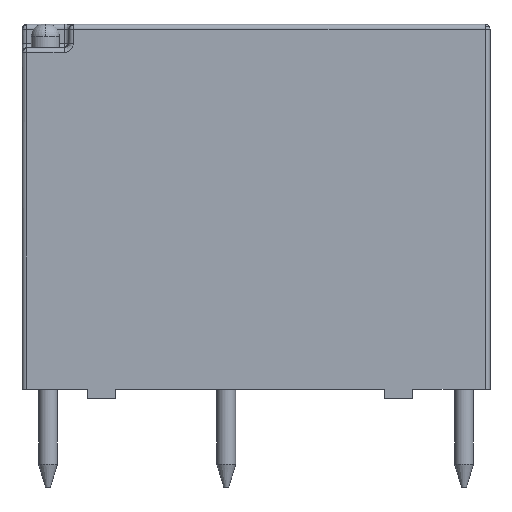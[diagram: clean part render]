
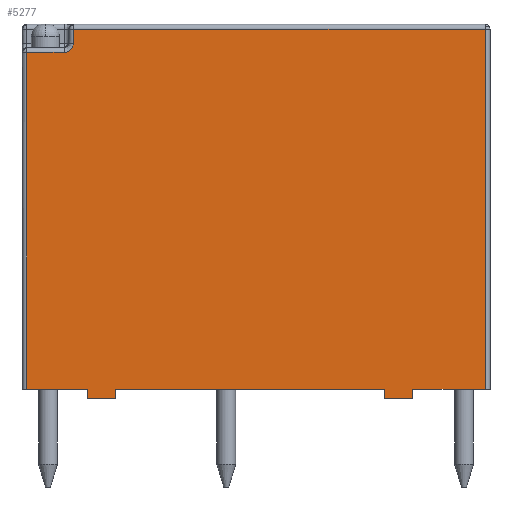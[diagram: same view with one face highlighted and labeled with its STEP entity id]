
A CAD part, front view. The second image highlights one B-rep face of the part: STEP entity #5277.
In plain terms, the highlighted planar face has unit normal (0, -1, 0).
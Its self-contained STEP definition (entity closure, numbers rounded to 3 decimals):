
#71 = EDGE_CURVE ( 'NONE', #1552, #8287, #5853, .T. ) ;
#127 = VERTEX_POINT ( 'NONE', #8896 ) ;
#147 = DIRECTION ( 'NONE',  ( 0., 0., 1. ) ) ;
#168 = CARTESIAN_POINT ( 'NONE',  ( 0., -5., 0. ) ) ;
#187 = CARTESIAN_POINT ( 'NONE',  ( 6.7, -5., 0. ) ) ;
#241 = DIRECTION ( 'NONE',  ( 0., 0., -1. ) ) ;
#434 = EDGE_CURVE ( 'NONE', #2238, #1968, #9335, .T. ) ;
#867 = DIRECTION ( 'NONE',  ( 1., 0., 0. ) ) ;
#1158 = VERTEX_POINT ( 'NONE', #6314 ) ;
#1186 = CARTESIAN_POINT ( 'NONE',  ( -9.8, -5., 0. ) ) ;
#1188 = CARTESIAN_POINT ( 'NONE',  ( -7.802, -5., 14.75 ) ) ;
#1299 = EDGE_CURVE ( 'NONE', #1968, #3043, #8953, .T. ) ;
#1312 = ORIENTED_EDGE ( 'NONE', *, *, #9004, .T. ) ;
#1552 = VERTEX_POINT ( 'NONE', #3977 ) ;
#1641 = VECTOR ( 'NONE', #8741, 1000. ) ;
#1749 = LINE ( 'NONE', #9242, #7973 ) ;
#1866 = ORIENTED_EDGE ( 'NONE', *, *, #8186, .T. ) ;
#1968 = VERTEX_POINT ( 'NONE', #8773 ) ;
#1988 = DIRECTION ( 'NONE',  ( -1., 0., 0. ) ) ;
#2030 = VECTOR ( 'NONE', #867, 1000. ) ;
#2070 = DIRECTION ( 'NONE',  ( 1., 0., 0. ) ) ;
#2214 = CARTESIAN_POINT ( 'NONE',  ( -7.85, -5., 14.604 ) ) ;
#2222 = CARTESIAN_POINT ( 'NONE',  ( -10., -5., -0.4 ) ) ;
#2227 = DIRECTION ( 'NONE',  ( 0., 0., -1. ) ) ;
#2238 = VERTEX_POINT ( 'NONE', #2892 ) ;
#2275 = EDGE_LOOP ( 'NONE', ( #4986, #1866, #3399, #7006, #9500, #9604, #4794, #4035, #5349, #4909, #8379, #4273, #9549, #1312, #3923 ) ) ;
#2383 = VERTEX_POINT ( 'NONE', #8540 ) ;
#2533 = CARTESIAN_POINT ( 'NONE',  ( 0., -5., 0. ) ) ;
#2561 = DIRECTION ( 'NONE',  ( 1., 0., 0. ) ) ;
#2614 = EDGE_CURVE ( 'NONE', #3370, #1552, #9111, .T. ) ;
#2636 = CARTESIAN_POINT ( 'NONE',  ( -6., -5., -0.4 ) ) ;
#2672 = DIRECTION ( 'NONE',  ( 1., 0., 0. ) ) ;
#2892 = CARTESIAN_POINT ( 'NONE',  ( -9.8, -5., 0. ) ) ;
#2941 = CARTESIAN_POINT ( 'NONE',  ( -8.149, -5., 14.4 ) ) ;
#2982 = EDGE_CURVE ( 'NONE', #3476, #3509, #1749, .T. ) ;
#3039 = CARTESIAN_POINT ( 'NONE',  ( -8.041, -5., 14.433 ) ) ;
#3043 = VERTEX_POINT ( 'NONE', #3233 ) ;
#3062 = CARTESIAN_POINT ( 'NONE',  ( -7.8, -5., 15.4 ) ) ;
#3207 = LINE ( 'NONE', #6227, #9415 ) ;
#3233 = CARTESIAN_POINT ( 'NONE',  ( -7.2, -5., -0.4 ) ) ;
#3370 = VERTEX_POINT ( 'NONE', #9674 ) ;
#3399 = ORIENTED_EDGE ( 'NONE', *, *, #5345, .T. ) ;
#3460 = CARTESIAN_POINT ( 'NONE',  ( -7.838, -5., 14.628 ) ) ;
#3476 = VERTEX_POINT ( 'NONE', #3062 ) ;
#3509 = VERTEX_POINT ( 'NONE', #5383 ) ;
#3526 = B_SPLINE_CURVE_WITH_KNOTS ( 'NONE', 3,
 ( #8665, #7968, #1188, #7223, #8160, #3460, #2214, #4523, #7500, #3741, #5365, #5220, #6768, #3039, #9801, #2941, #7553 ),
 .UNSPECIFIED., .F., .F.,
 ( 4, 2, 2, 2, 2, 1, 2, 2, 4 ),
 ( 0., 0.125, 0.25, 0.375, 0.5, 0.625, 0.688, 0.75, 1. ),
 .UNSPECIFIED. ) ;
#3568 = VECTOR ( 'NONE', #241, 1000. ) ;
#3603 = EDGE_CURVE ( 'NONE', #6785, #6611, #3207, .T. ) ;
#3741 = CARTESIAN_POINT ( 'NONE',  ( -7.936, -5., 14.498 ) ) ;
#3757 = LINE ( 'NONE', #7665, #7372 ) ;
#3923 = ORIENTED_EDGE ( 'NONE', *, *, #2982, .T. ) ;
#3977 = CARTESIAN_POINT ( 'NONE',  ( 6.7, -5., 0. ) ) ;
#4035 = ORIENTED_EDGE ( 'NONE', *, *, #8067, .T. ) ;
#4051 = LINE ( 'NONE', #1186, #3568 ) ;
#4068 = VECTOR ( 'NONE', #2672, 1000. ) ;
#4273 = ORIENTED_EDGE ( 'NONE', *, *, #71, .T. ) ;
#4306 = LINE ( 'NONE', #5737, #8831 ) ;
#4523 = CARTESIAN_POINT ( 'NONE',  ( -7.88, -5., 14.559 ) ) ;
#4794 = ORIENTED_EDGE ( 'NONE', *, *, #3603, .T. ) ;
#4831 = DIRECTION ( 'NONE',  ( 0., 0., 1. ) ) ;
#4833 = VECTOR ( 'NONE', #7330, 1000. ) ;
#4878 = PLANE ( 'NONE',  #9597 ) ;
#4903 = VERTEX_POINT ( 'NONE', #6710 ) ;
#4909 = ORIENTED_EDGE ( 'NONE', *, *, #7258, .T. ) ;
#4986 = ORIENTED_EDGE ( 'NONE', *, *, #7643, .T. ) ;
#5170 = CARTESIAN_POINT ( 'NONE',  ( -7.2, -5., 0. ) ) ;
#5220 = CARTESIAN_POINT ( 'NONE',  ( -8.003, -5., 14.452 ) ) ;
#5257 = CARTESIAN_POINT ( 'NONE',  ( 9.8, -5., 0. ) ) ;
#5277 = ADVANCED_FACE ( 'NONE', ( #8663 ), #4878, .T. ) ;
#5345 = EDGE_CURVE ( 'NONE', #4903, #2238, #4051, .T. ) ;
#5349 = ORIENTED_EDGE ( 'NONE', *, *, #6076, .T. ) ;
#5365 = CARTESIAN_POINT ( 'NONE',  ( -7.967, -5., 14.472 ) ) ;
#5383 = CARTESIAN_POINT ( 'NONE',  ( -7.8, -5., 14.8 ) ) ;
#5541 = DIRECTION ( 'NONE',  ( 1., 0., 0. ) ) ;
#5567 = VECTOR ( 'NONE', #8205, 1000. ) ;
#5686 = LINE ( 'NONE', #6448, #4068 ) ;
#5737 = CARTESIAN_POINT ( 'NONE',  ( -10., -5., 14.4 ) ) ;
#5853 = LINE ( 'NONE', #9648, #1641 ) ;
#5867 = LINE ( 'NONE', #2222, #6762 ) ;
#5994 = CARTESIAN_POINT ( 'NONE',  ( 9.8, -5., 0. ) ) ;
#6076 = EDGE_CURVE ( 'NONE', #127, #1158, #3757, .T. ) ;
#6227 = CARTESIAN_POINT ( 'NONE',  ( -6., -5., 0. ) ) ;
#6257 = CARTESIAN_POINT ( 'NONE',  ( -6., -5., 0. ) ) ;
#6314 = CARTESIAN_POINT ( 'NONE',  ( 5.5, -5., -0.4 ) ) ;
#6448 = CARTESIAN_POINT ( 'NONE',  ( -10., -5., -0.4 ) ) ;
#6611 = VERTEX_POINT ( 'NONE', #6257 ) ;
#6683 = VECTOR ( 'NONE', #5541, 1000. ) ;
#6710 = CARTESIAN_POINT ( 'NONE',  ( -9.8, -5., 14.4 ) ) ;
#6762 = VECTOR ( 'NONE', #2070, 1000. ) ;
#6768 = CARTESIAN_POINT ( 'NONE',  ( -8.027, -5., 14.439 ) ) ;
#6785 = VERTEX_POINT ( 'NONE', #2636 ) ;
#6950 = LINE ( 'NONE', #5257, #9138 ) ;
#7006 = ORIENTED_EDGE ( 'NONE', *, *, #434, .T. ) ;
#7223 = CARTESIAN_POINT ( 'NONE',  ( -7.812, -5., 14.701 ) ) ;
#7258 = EDGE_CURVE ( 'NONE', #1158, #3370, #5686, .T. ) ;
#7330 = DIRECTION ( 'NONE',  ( -1., 0., 0. ) ) ;
#7372 = VECTOR ( 'NONE', #2227, 1000. ) ;
#7383 = CARTESIAN_POINT ( 'NONE',  ( -10., -5., 15.4 ) ) ;
#7500 = CARTESIAN_POINT ( 'NONE',  ( -7.898, -5., 14.536 ) ) ;
#7553 = CARTESIAN_POINT ( 'NONE',  ( -8.2, -5., 14.4 ) ) ;
#7643 = EDGE_CURVE ( 'NONE', #3509, #9271, #3526, .T. ) ;
#7665 = CARTESIAN_POINT ( 'NONE',  ( 5.5, -5., 0. ) ) ;
#7968 = CARTESIAN_POINT ( 'NONE',  ( -7.8, -5., 14.775 ) ) ;
#7973 = VECTOR ( 'NONE', #9338, 1000. ) ;
#8067 = EDGE_CURVE ( 'NONE', #6611, #127, #8479, .T. ) ;
#8135 = VECTOR ( 'NONE', #147, 1000. ) ;
#8160 = CARTESIAN_POINT ( 'NONE',  ( -7.818, -5., 14.678 ) ) ;
#8186 = EDGE_CURVE ( 'NONE', #9271, #4903, #4306, .T. ) ;
#8205 = DIRECTION ( 'NONE',  ( 0., 0., -1. ) ) ;
#8287 = VERTEX_POINT ( 'NONE', #5994 ) ;
#8379 = ORIENTED_EDGE ( 'NONE', *, *, #2614, .T. ) ;
#8435 = DIRECTION ( 'NONE',  ( 0., 0., 1. ) ) ;
#8479 = LINE ( 'NONE', #168, #2030 ) ;
#8540 = CARTESIAN_POINT ( 'NONE',  ( 9.8, -5., 15.4 ) ) ;
#8609 = CARTESIAN_POINT ( 'NONE',  ( -10., -5., 0. ) ) ;
#8663 = FACE_OUTER_BOUND ( 'NONE', #2275, .T. ) ;
#8665 = CARTESIAN_POINT ( 'NONE',  ( -7.8, -5., 14.8 ) ) ;
#8741 = DIRECTION ( 'NONE',  ( 1., 0., 0. ) ) ;
#8773 = CARTESIAN_POINT ( 'NONE',  ( -7.2, -5., 0. ) ) ;
#8831 = VECTOR ( 'NONE', #1988, 1000. ) ;
#8876 = LINE ( 'NONE', #7383, #4833 ) ;
#8896 = CARTESIAN_POINT ( 'NONE',  ( 5.5, -5., 0. ) ) ;
#8953 = LINE ( 'NONE', #5170, #5567 ) ;
#9004 = EDGE_CURVE ( 'NONE', #2383, #3476, #8876, .T. ) ;
#9111 = LINE ( 'NONE', #187, #8135 ) ;
#9138 = VECTOR ( 'NONE', #8435, 1000. ) ;
#9242 = CARTESIAN_POINT ( 'NONE',  ( -7.8, -5., 0. ) ) ;
#9271 = VERTEX_POINT ( 'NONE', #9705 ) ;
#9281 = EDGE_CURVE ( 'NONE', #3043, #6785, #5867, .T. ) ;
#9318 = DIRECTION ( 'NONE',  ( 0., -1., 0. ) ) ;
#9335 = LINE ( 'NONE', #2533, #6683 ) ;
#9338 = DIRECTION ( 'NONE',  ( 0., 0., -1. ) ) ;
#9415 = VECTOR ( 'NONE', #4831, 1000. ) ;
#9500 = ORIENTED_EDGE ( 'NONE', *, *, #1299, .T. ) ;
#9549 = ORIENTED_EDGE ( 'NONE', *, *, #9697, .T. ) ;
#9597 = AXIS2_PLACEMENT_3D ( 'NONE', #8609, #9318, #2561 ) ;
#9604 = ORIENTED_EDGE ( 'NONE', *, *, #9281, .T. ) ;
#9648 = CARTESIAN_POINT ( 'NONE',  ( 0., -5., 0. ) ) ;
#9674 = CARTESIAN_POINT ( 'NONE',  ( 6.7, -5., -0.4 ) ) ;
#9697 = EDGE_CURVE ( 'NONE', #8287, #2383, #6950, .T. ) ;
#9705 = CARTESIAN_POINT ( 'NONE',  ( -8.2, -5., 14.4 ) ) ;
#9801 = CARTESIAN_POINT ( 'NONE',  ( -8.099, -5., 14.409 ) ) ;
